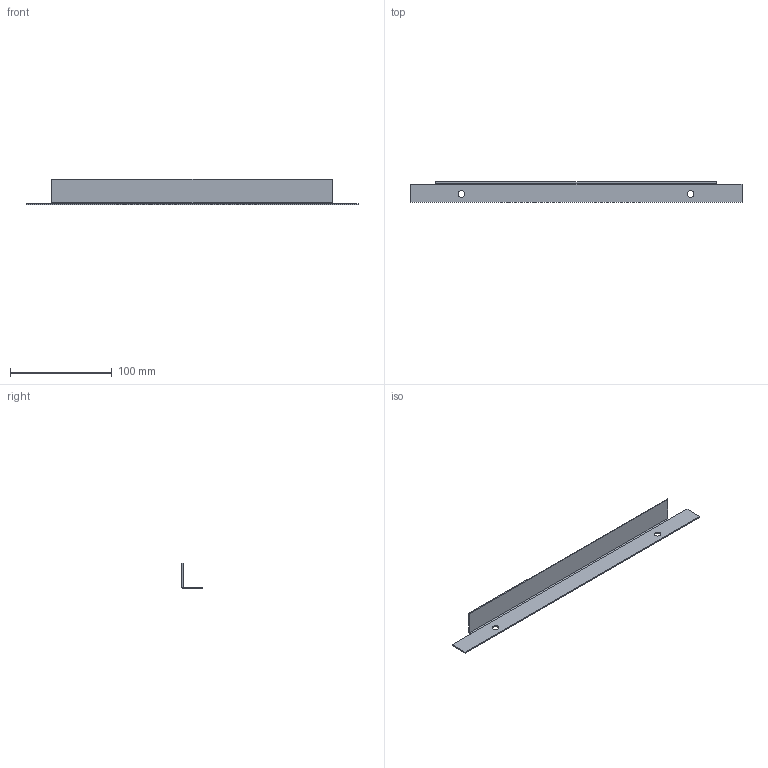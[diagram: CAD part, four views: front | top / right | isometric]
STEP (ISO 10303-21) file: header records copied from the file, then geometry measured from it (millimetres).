
FILE_DESCRIPTION (( 'STEP AP203' ), '1' );
FILE_NAME ('Ãîðèçîíòàëüíûå ïëàíêè äëÿ ïëàñòðîíîâ FORD äëÿ øêàôà øèðèíîé 400 (2øò.) EKF PROxima.STEP', '2020-10-26T07:10:14', ( '' ), ( '' ), 'SwSTEP 2.0', 'SolidWorks 2019', '' );
FILE_SCHEMA (( 'CONFIG_CONTROL_DESIGN' ));
Length unit declared in the file: millimetre
Products named in the file (1): Ãîðèçîíòàëüíûå ïëàíêè äëÿ ïëàñòðîíîâ FORD äëÿ øêàôà øèðèíîé 400 (2øò.) EKF PROxima
Bounding box: 326 x 20 x 25 mm (x, y, z)
Volume: 15237.1 mm3; surface area: 26330 mm2
Topology: 1 solids, 1 shells, 20 faces, 46 edges, 28 vertices
Faces by surface type: plane 14, cylinder 6
Entity records: 643 total; most frequent: DIRECTION 100, CARTESIAN_POINT 95, ORIENTED_EDGE 92, EDGE_CURVE 46, LINE 34, VECTOR 34, AXIS2_PLACEMENT_3D 33, VERTEX_POINT 28
